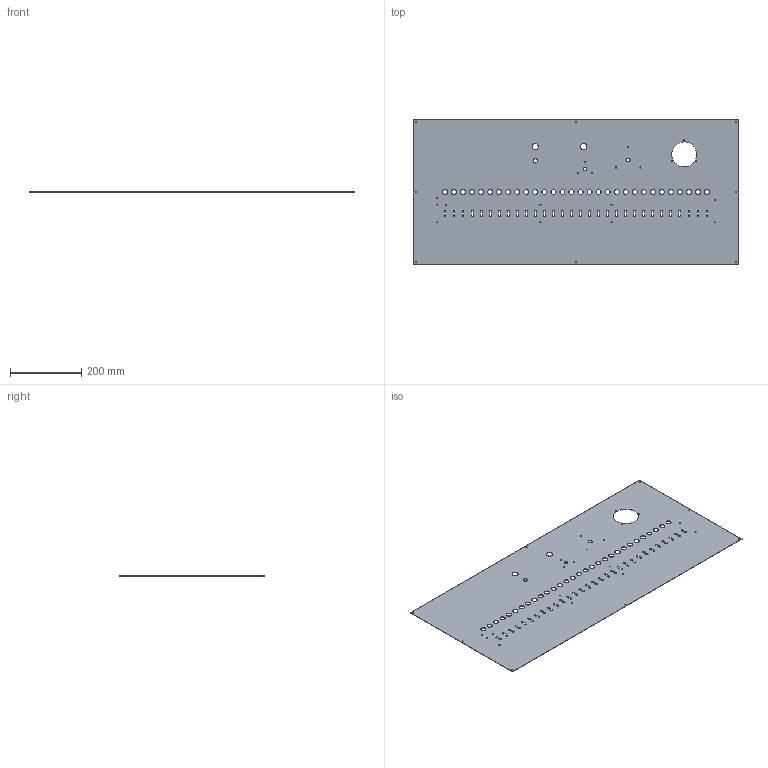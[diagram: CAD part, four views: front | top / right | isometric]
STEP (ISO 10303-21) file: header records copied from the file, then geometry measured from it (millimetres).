
FILE_DESCRIPTION(('Open CASCADE Model'),'2;1');
FILE_NAME('Open CASCADE Shape Model','2022-08-01T11:25:03',('Author'),( 'Open CASCADE'),'Open CASCADE STEP processor 7.5','Open CASCADE 7.5' ,'Unknown');
FILE_SCHEMA(('AUTOMOTIVE_DESIGN { 1 0 10303 214 1 1 1 1 }'));
Length unit declared in the file: millimetre
Products named in the file (1): Open CASCADE STEP translator 7.5 2
Bounding box: 914.4 x 406.4 x 1 mm (x, y, z)
Volume: 359452.5 mm3; surface area: 724895.9 mm2
Topology: 1 solids, 1 shells, 189 faces, 561 edges, 374 vertices
Faces by surface type: cylinder 123, plane 66
Full cylindrical faces by diameter (mm): 3.2 x27, 10.5 x2, 12 x1, 14.2 x30, 17.5 x2, 70 x1
Entity records: 14254 total; most frequent: CARTESIAN_POINT 3243, DIRECTION 1943, ORIENTED_EDGE 1122, PCURVE 1122, DEFINITIONAL_REPRESENTATION 1122, LINE 951, VECTOR 951, EDGE_CURVE 561
